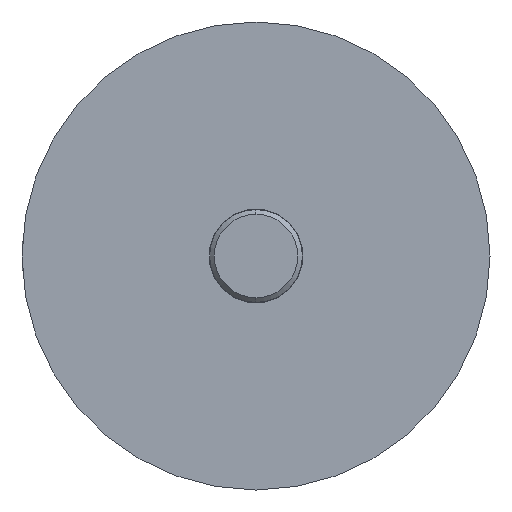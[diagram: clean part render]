
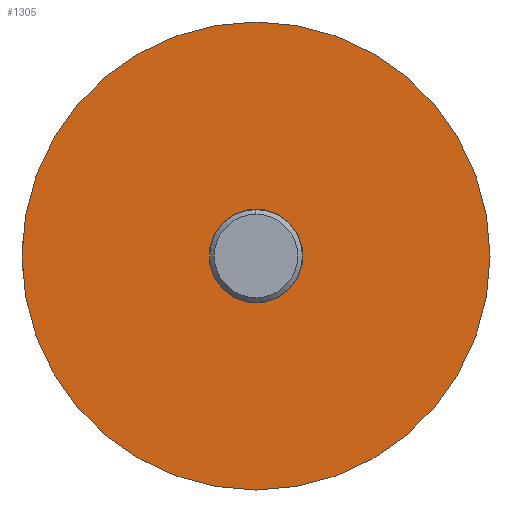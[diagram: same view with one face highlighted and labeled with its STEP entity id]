
A CAD part, left-side view. The second image highlights one B-rep face of the part: STEP entity #1305.
In plain terms, the highlighted planar face has unit normal (-1, 0, 0).
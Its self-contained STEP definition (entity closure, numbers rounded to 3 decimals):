
#1101=CARTESIAN_POINT('',(-10.,0.,0.));
#1102=DIRECTION('',(-1.,0.,0.));
#1103=DIRECTION('',(0.,0.,1.));
#1104=AXIS2_PLACEMENT_3D('',#1101,#1102,#1103);
#1106=CARTESIAN_POINT('',(-10.,0.,0.));
#1107=DIRECTION('',(-1.,0.,0.));
#1108=DIRECTION('',(0.,0.,-1.));
#1109=AXIS2_PLACEMENT_3D('',#1106,#1107,#1108);
#1111=CARTESIAN_POINT('',(-10.,0.,0.));
#1112=DIRECTION('',(-1.,0.,0.));
#1113=DIRECTION('',(0.,1.,0.));
#1114=AXIS2_PLACEMENT_3D('',#1111,#1112,#1113);
#1116=CARTESIAN_POINT('',(-10.,0.,0.));
#1117=DIRECTION('',(-1.,0.,0.));
#1118=DIRECTION('',(0.,-1.,0.));
#1119=AXIS2_PLACEMENT_3D('',#1116,#1117,#1118);
#1142=CARTESIAN_POINT('',(-10.,0.,25.));
#1143=CARTESIAN_POINT('',(-10.,0.,-25.));
#1144=VERTEX_POINT('',#1142);
#1145=VERTEX_POINT('',#1143);
#1162=CARTESIAN_POINT('',(-10.,5.,0.));
#1163=VERTEX_POINT('',#1162);
#1164=CARTESIAN_POINT('',(-10.,-5.,0.));
#1165=VERTEX_POINT('',#1164);
#1291=CARTESIAN_POINT('',(-10.,0.,0.));
#1292=DIRECTION('',(-1.,0.,0.));
#1293=DIRECTION('',(0.,0.,1.));
#1294=AXIS2_PLACEMENT_3D('',#1291,#1292,#1293);
#1295=PLANE('',#1294);
#1296=ORIENTED_EDGE('',*,*,#1271,.F.);
#1297=ORIENTED_EDGE('',*,*,#1285,.F.);
#1298=EDGE_LOOP('',(#1296,#1297));
#1299=FACE_OUTER_BOUND('',#1298,.F.);
#1301=ORIENTED_EDGE('',*,*,#1300,.T.);
#1302=ORIENTED_EDGE('',*,*,#1175,.T.);
#1303=EDGE_LOOP('',(#1301,#1302));
#1304=FACE_BOUND('',#1303,.F.);
#1105=CIRCLE('',#1104,25.);
#1110=CIRCLE('',#1109,25.);
#1115=CIRCLE('',#1114,5.);
#1120=CIRCLE('',#1119,5.);
#1175=EDGE_CURVE('',#1165,#1163,#1120,.T.);
#1271=EDGE_CURVE('',#1144,#1145,#1105,.T.);
#1285=EDGE_CURVE('',#1145,#1144,#1110,.T.);
#1300=EDGE_CURVE('',#1163,#1165,#1115,.T.);
#1305=ADVANCED_FACE('',(#1299,#1304),#1295,.T.);
